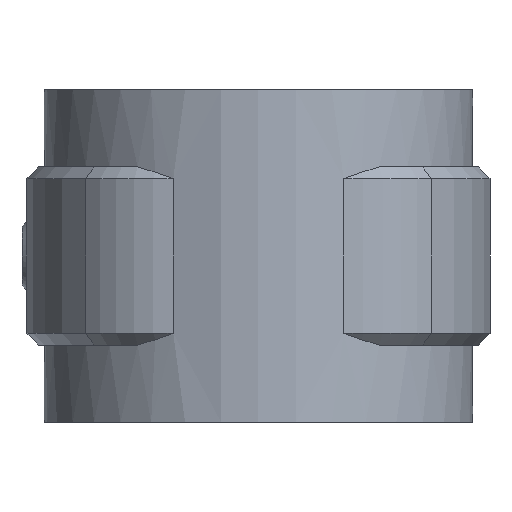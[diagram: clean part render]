
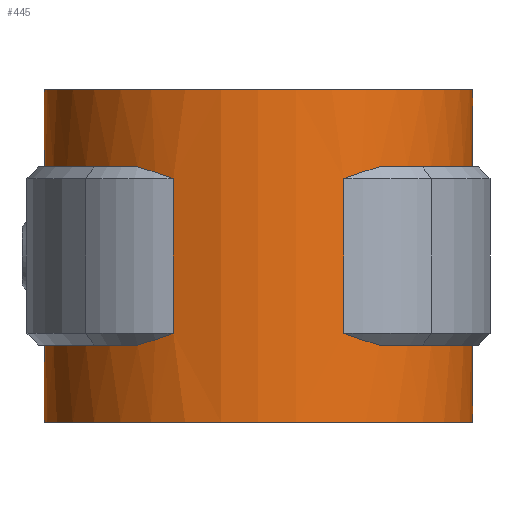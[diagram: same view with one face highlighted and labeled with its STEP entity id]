
A CAD part, front view. The second image highlights one B-rep face of the part: STEP entity #445.
In plain terms, the highlighted cylindrical face has radius 18.035 mm (diameter 36.07 mm), a partial arc.
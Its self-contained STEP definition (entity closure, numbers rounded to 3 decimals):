
#445 = ADVANCED_FACE( '', ( #860 ), #861, .T. );
#860 = FACE_OUTER_BOUND( '', #1997, .T. );
#861 = CYLINDRICAL_SURFACE( '', #1998, 18.035 );
#1997 = EDGE_LOOP( '', ( #4449, #4450, #4451, #4452, #4453, #4454, #4455, #4456, #4457, #4458, #4459, #4460, #4461, #4462, #4463, #4464 ) );
#1998 = AXIS2_PLACEMENT_3D( '', #4465, #4466, #4467 );
#4449 = ORIENTED_EDGE( '', *, *, #6754, .F. );
#4450 = ORIENTED_EDGE( '', *, *, #6755, .T. );
#4451 = ORIENTED_EDGE( '', *, *, #6756, .T. );
#4452 = ORIENTED_EDGE( '', *, *, #6757, .T. );
#4453 = ORIENTED_EDGE( '', *, *, #6758, .T. );
#4454 = ORIENTED_EDGE( '', *, *, #6747, .T. );
#4455 = ORIENTED_EDGE( '', *, *, #6738, .T. );
#4456 = ORIENTED_EDGE( '', *, *, #6607, .F. );
#4457 = ORIENTED_EDGE( '', *, *, #6759, .T. );
#4458 = ORIENTED_EDGE( '', *, *, #6760, .T. );
#4459 = ORIENTED_EDGE( '', *, *, #6761, .T. );
#4460 = ORIENTED_EDGE( '', *, *, #6762, .T. );
#4461 = ORIENTED_EDGE( '', *, *, #6763, .F. );
#4462 = ORIENTED_EDGE( '', *, *, #6601, .F. );
#4463 = ORIENTED_EDGE( '', *, *, #6599, .F. );
#4464 = ORIENTED_EDGE( '', *, *, #6753, .T. );
#4465 = CARTESIAN_POINT( '', ( 0., 0., -26.5 ) );
#4466 = DIRECTION( '', ( 0., 0., -1. ) );
#4467 = DIRECTION( '', ( 0., -1., 0. ) );
#6599 = EDGE_CURVE( '', #7608, #7591, #7610, .T. );
#6601 = EDGE_CURVE( '', #7591, #7613, #7614, .T. );
#6607 = EDGE_CURVE( '', #7623, #7625, #7626, .T. );
#6738 = EDGE_CURVE( '', #7846, #7625, #7847, .T. );
#6747 = EDGE_CURVE( '', #7862, #7846, #7863, .T. );
#6753 = EDGE_CURVE( '', #7608, #7872, #7874, .T. );
#6754 = EDGE_CURVE( '', #7875, #7872, #7876, .T. );
#6755 = EDGE_CURVE( '', #7875, #7877, #7878, .T. );
#6756 = EDGE_CURVE( '', #7877, #7879, #7880, .T. );
#6757 = EDGE_CURVE( '', #7879, #7881, #7882, .T. );
#6758 = EDGE_CURVE( '', #7881, #7862, #7883, .T. );
#6759 = EDGE_CURVE( '', #7623, #7884, #7885, .T. );
#6760 = EDGE_CURVE( '', #7884, #7886, #7887, .T. );
#6761 = EDGE_CURVE( '', #7886, #7888, #7889, .F. );
#6762 = EDGE_CURVE( '', #7888, #7890, #7891, .T. );
#6763 = EDGE_CURVE( '', #7613, #7890, #7892, .T. );
#7591 = VERTEX_POINT( '', #9833 );
#7608 = VERTEX_POINT( '', #9855 );
#7610 = CIRCLE( '', #9858, 18.035 );
#7613 = VERTEX_POINT( '', #9862 );
#7614 = LINE( '', #9863, #9864 );
#7623 = VERTEX_POINT( '', #9881 );
#7625 = VERTEX_POINT( '', #9884 );
#7626 = LINE( '', #9885, #9886 );
#7846 = VERTEX_POINT( '', #10836 );
#7847 = CIRCLE( '', #10837, 18.035 );
#7862 = VERTEX_POINT( '', #10857 );
#7863 = LINE( '', #10858, #10859 );
#7872 = VERTEX_POINT( '', #10876 );
#7874 = LINE( '', #10879, #10880 );
#7875 = VERTEX_POINT( '', #10881 );
#7876 = CIRCLE( '', #10882, 18.035 );
#7877 = VERTEX_POINT( '', #10883 );
#7878 = B_SPLINE_CURVE_WITH_KNOTS( '', 3, ( #10884, #10885, #10886, #10887 ), .UNSPECIFIED., .F., .F., ( 4, 4 ), ( 0., 0.004 ), .UNSPECIFIED. );
#7879 = VERTEX_POINT( '', #10888 );
#7880 = LINE( '', #10889, #10890 );
#7881 = VERTEX_POINT( '', #10891 );
#7882 = B_SPLINE_CURVE_WITH_KNOTS( '', 3, ( #10892, #10893, #10894, #10895 ), .UNSPECIFIED., .F., .F., ( 4, 4 ), ( 0., 0.004 ), .UNSPECIFIED. );
#7883 = CIRCLE( '', #10896, 18.035 );
#7884 = VERTEX_POINT( '', #10897 );
#7885 = CIRCLE( '', #10898, 18.035 );
#7886 = VERTEX_POINT( '', #10899 );
#7887 = B_SPLINE_CURVE_WITH_KNOTS( '', 3, ( #10900, #10901, #10902, #10903 ), .UNSPECIFIED., .F., .F., ( 4, 4 ), ( 0., 0.004 ), .UNSPECIFIED. );
#7888 = VERTEX_POINT( '', #10904 );
#7889 = LINE( '', #10905, #10906 );
#7890 = VERTEX_POINT( '', #10907 );
#7891 = B_SPLINE_CURVE_WITH_KNOTS( '', 3, ( #10908, #10909, #10910, #10911 ), .UNSPECIFIED., .F., .F., ( 4, 4 ), ( 0., 0.004 ), .UNSPECIFIED. );
#7892 = CIRCLE( '', #10912, 18.035 );
#9833 = CARTESIAN_POINT( '', ( -6.1, 16.972, -26.5 ) );
#9855 = CARTESIAN_POINT( '', ( 6.1, 16.972, -26.5 ) );
#9858 = AXIS2_PLACEMENT_3D( '', #12610, #12611, #12612 );
#9862 = CARTESIAN_POINT( '', ( -6.1, 16.972, -20. ) );
#9863 = CARTESIAN_POINT( '', ( -6.1, 16.972, -26.5 ) );
#9864 = VECTOR( '', #12614, 1000. );
#9881 = CARTESIAN_POINT( '', ( -6.1, 16.972, -5. ) );
#9884 = CARTESIAN_POINT( '', ( -6.1, 16.972, 1.5 ) );
#9885 = CARTESIAN_POINT( '', ( -6.1, 16.972, -26.5 ) );
#9886 = VECTOR( '', #12618, 1000. );
#10836 = CARTESIAN_POINT( '', ( 6.1, 16.972, 1.5 ) );
#10837 = AXIS2_PLACEMENT_3D( '', #12749, #12750, #12751 );
#10857 = CARTESIAN_POINT( '', ( 6.1, 16.972, -5. ) );
#10858 = CARTESIAN_POINT( '', ( 6.1, 16.972, -26.5 ) );
#10859 = VECTOR( '', #12766, 1000. );
#10876 = CARTESIAN_POINT( '', ( 6.1, 16.972, -20. ) );
#10879 = CARTESIAN_POINT( '', ( 6.1, 16.972, -26.5 ) );
#10880 = VECTOR( '', #12770, 1000. );
#10881 = CARTESIAN_POINT( '', ( 10.17, -14.894, -20. ) );
#10882 = AXIS2_PLACEMENT_3D( '', #12771, #12772, #12773 );
#10883 = CARTESIAN_POINT( '', ( 7.172, -16.547, -19. ) );
#10884 = CARTESIAN_POINT( '', ( 10.17, -14.894, -20. ) );
#10885 = CARTESIAN_POINT( '', ( 9.206, -15.553, -19.74 ) );
#10886 = CARTESIAN_POINT( '', ( 8.207, -16.099, -19.398 ) );
#10887 = CARTESIAN_POINT( '', ( 7.172, -16.547, -19. ) );
#10888 = CARTESIAN_POINT( '', ( 7.172, -16.547, -6. ) );
#10889 = CARTESIAN_POINT( '', ( 7.172, -16.547, -12.5 ) );
#10890 = VECTOR( '', #12774, 1000. );
#10891 = CARTESIAN_POINT( '', ( 10.17, -14.894, -5. ) );
#10892 = CARTESIAN_POINT( '', ( 7.172, -16.547, -6. ) );
#10893 = CARTESIAN_POINT( '', ( 8.207, -16.099, -5.602 ) );
#10894 = CARTESIAN_POINT( '', ( 9.206, -15.553, -5.26 ) );
#10895 = CARTESIAN_POINT( '', ( 10.17, -14.894, -5. ) );
#10896 = AXIS2_PLACEMENT_3D( '', #12775, #12776, #12777 );
#10897 = CARTESIAN_POINT( '', ( -10.17, -14.894, -5. ) );
#10898 = AXIS2_PLACEMENT_3D( '', #12778, #12779, #12780 );
#10899 = CARTESIAN_POINT( '', ( -7.172, -16.547, -6. ) );
#10900 = CARTESIAN_POINT( '', ( -10.17, -14.894, -5. ) );
#10901 = CARTESIAN_POINT( '', ( -9.206, -15.553, -5.26 ) );
#10902 = CARTESIAN_POINT( '', ( -8.207, -16.099, -5.602 ) );
#10903 = CARTESIAN_POINT( '', ( -7.172, -16.547, -6. ) );
#10904 = CARTESIAN_POINT( '', ( -7.172, -16.547, -19. ) );
#10905 = CARTESIAN_POINT( '', ( -7.172, -16.547, -12.5 ) );
#10906 = VECTOR( '', #12781, 1000. );
#10907 = CARTESIAN_POINT( '', ( -10.17, -14.894, -20. ) );
#10908 = CARTESIAN_POINT( '', ( -7.172, -16.547, -19. ) );
#10909 = CARTESIAN_POINT( '', ( -8.207, -16.099, -19.398 ) );
#10910 = CARTESIAN_POINT( '', ( -9.206, -15.553, -19.74 ) );
#10911 = CARTESIAN_POINT( '', ( -10.17, -14.894, -20. ) );
#10912 = AXIS2_PLACEMENT_3D( '', #12782, #12783, #12784 );
#12610 = CARTESIAN_POINT( '', ( 0., 0., -26.5 ) );
#12611 = DIRECTION( '', ( 0., 0., -1. ) );
#12612 = DIRECTION( '', ( 1., 0., 0. ) );
#12614 = DIRECTION( '', ( 0., 0., 1. ) );
#12618 = DIRECTION( '', ( 0., 0., 1. ) );
#12749 = CARTESIAN_POINT( '', ( 0., 0., 1.5 ) );
#12750 = DIRECTION( '', ( 0., 0., -1. ) );
#12751 = DIRECTION( '', ( 1., 0., 0. ) );
#12766 = DIRECTION( '', ( 0., 0., 1. ) );
#12770 = DIRECTION( '', ( 0., 0., 1. ) );
#12771 = CARTESIAN_POINT( '', ( 0., 0., -20. ) );
#12772 = DIRECTION( '', ( 0., 0., 1. ) );
#12773 = DIRECTION( '', ( 1., 0., 0. ) );
#12774 = DIRECTION( '', ( 0., 0., 1. ) );
#12775 = CARTESIAN_POINT( '', ( 0., 0., -5. ) );
#12776 = DIRECTION( '', ( 0., 0., 1. ) );
#12777 = DIRECTION( '', ( 1., 0., 0. ) );
#12778 = CARTESIAN_POINT( '', ( 0., 0., -5. ) );
#12779 = DIRECTION( '', ( 0., 0., 1. ) );
#12780 = DIRECTION( '', ( 1., 0., 0. ) );
#12781 = DIRECTION( '', ( 0., 0., 1. ) );
#12782 = CARTESIAN_POINT( '', ( 0., 0., -20. ) );
#12783 = DIRECTION( '', ( 0., 0., 1. ) );
#12784 = DIRECTION( '', ( 1., 0., 0. ) );
